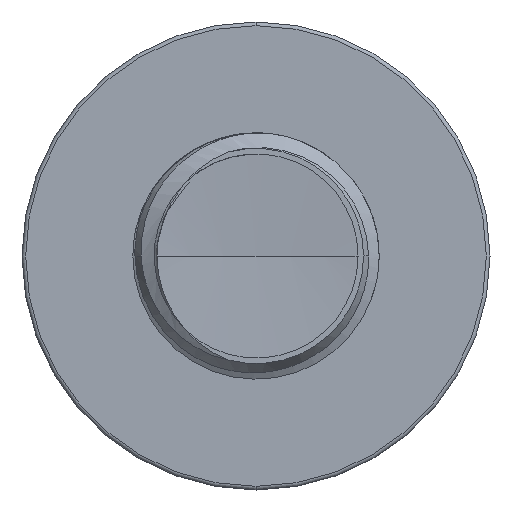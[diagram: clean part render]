
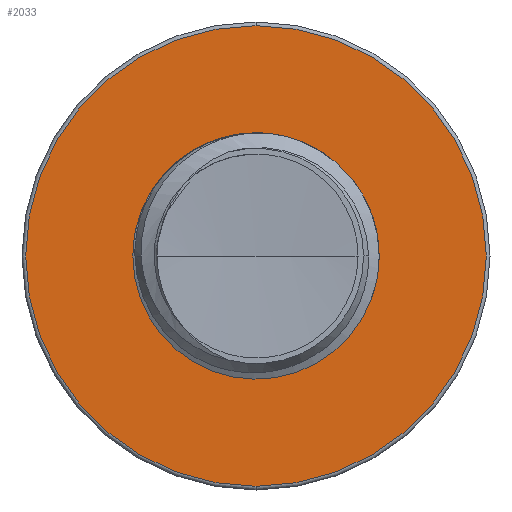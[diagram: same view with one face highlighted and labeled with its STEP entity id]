
A CAD part, front view. The second image highlights one B-rep face of the part: STEP entity #2033.
In plain terms, the highlighted planar face has unit normal (0, -1, 0).
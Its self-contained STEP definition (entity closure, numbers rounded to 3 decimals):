
#430 = CARTESIAN_POINT ( 'NONE',  ( 0., 10., 0. ) ) ;
#514 = ORIENTED_EDGE ( 'NONE', *, *, #19720, .T. ) ;
#868 = CIRCLE ( 'NONE', #7392, 2.438 ) ;
#2033 = ADVANCED_FACE ( 'NONE', ( #18649, #22446 ), #17751, .T. ) ;
#2072 = VERTEX_POINT ( 'NONE', #17278 ) ;
#2276 = DIRECTION ( 'NONE',  ( 0., 0., -1. ) ) ;
#2713 = EDGE_LOOP ( 'NONE', ( #18144, #15077 ) ) ;
#4947 = EDGE_CURVE ( 'NONE', #17841, #18362, #24077, .T. ) ;
#6690 = EDGE_CURVE ( 'NONE', #19148, #2072, #868, .T. ) ;
#7392 = AXIS2_PLACEMENT_3D ( 'NONE', #9178, #9152, #9119 ) ;
#7656 = CARTESIAN_POINT ( 'NONE',  ( 0., 10., -4.675 ) ) ;
#8668 = CARTESIAN_POINT ( 'NONE',  ( 0., 10., 2.438 ) ) ;
#9119 = DIRECTION ( 'NONE',  ( 0., 0., -1. ) ) ;
#9152 = DIRECTION ( 'NONE',  ( 0., -1., 0. ) ) ;
#9178 = CARTESIAN_POINT ( 'NONE',  ( 0., 10., 0. ) ) ;
#9421 = CIRCLE ( 'NONE', #22492, 4.675 ) ;
#10240 = DIRECTION ( 'NONE',  ( 0., 0., -1. ) ) ;
#10309 = DIRECTION ( 'NONE',  ( 0., -1., 0. ) ) ;
#10344 = CARTESIAN_POINT ( 'NONE',  ( 0., 10., 0. ) ) ;
#10594 = AXIS2_PLACEMENT_3D ( 'NONE', #10344, #10309, #10240 ) ;
#12039 = DIRECTION ( 'NONE',  ( 0., -1., 0. ) ) ;
#15077 = ORIENTED_EDGE ( 'NONE', *, *, #6690, .F. ) ;
#15736 = DIRECTION ( 'NONE',  ( 0., -1., 0. ) ) ;
#17278 = CARTESIAN_POINT ( 'NONE',  ( 0., 10., -2.438 ) ) ;
#17454 = AXIS2_PLACEMENT_3D ( 'NONE', #430, #15736, #2276 ) ;
#17665 = DIRECTION ( 'NONE',  ( 0., 0., -1. ) ) ;
#17726 = DIRECTION ( 'NONE',  ( 0., -1., 0. ) ) ;
#17751 = PLANE ( 'NONE',  #19578 ) ;
#17841 = VERTEX_POINT ( 'NONE', #7656 ) ;
#17977 = CARTESIAN_POINT ( 'NONE',  ( 0., 10., 2.438 ) ) ;
#18144 = ORIENTED_EDGE ( 'NONE', *, *, #19387, .F. ) ;
#18362 = VERTEX_POINT ( 'NONE', #19045 ) ;
#18649 = FACE_OUTER_BOUND ( 'NONE', #21436, .T. ) ;
#19045 = CARTESIAN_POINT ( 'NONE',  ( 0., 10., 4.675 ) ) ;
#19148 = VERTEX_POINT ( 'NONE', #8668 ) ;
#19387 = EDGE_CURVE ( 'NONE', #2072, #19148, #20749, .T. ) ;
#19578 = AXIS2_PLACEMENT_3D ( 'NONE', #17977, #17726, #17665 ) ;
#19720 = EDGE_CURVE ( 'NONE', #18362, #17841, #9421, .T. ) ;
#20749 = CIRCLE ( 'NONE', #17454, 2.438 ) ;
#21155 = ORIENTED_EDGE ( 'NONE', *, *, #4947, .T. ) ;
#21436 = EDGE_LOOP ( 'NONE', ( #21155, #514 ) ) ;
#22446 = FACE_BOUND ( 'NONE', #2713, .T. ) ;
#22492 = AXIS2_PLACEMENT_3D ( 'NONE', #23801, #12039, #25081 ) ;
#23801 = CARTESIAN_POINT ( 'NONE',  ( 0., 10., 0. ) ) ;
#24077 = CIRCLE ( 'NONE', #10594, 4.675 ) ;
#25081 = DIRECTION ( 'NONE',  ( 0., 0., -1. ) ) ;
